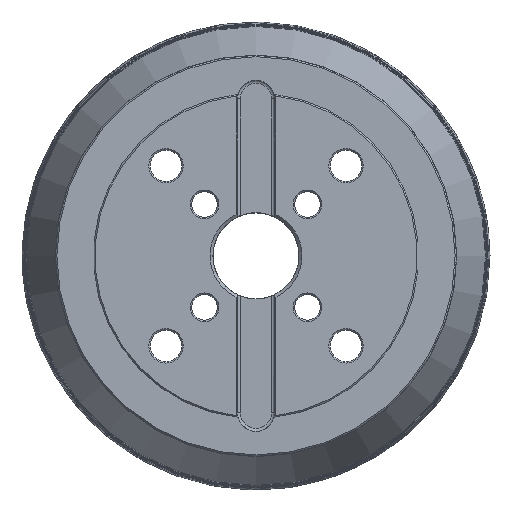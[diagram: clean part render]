
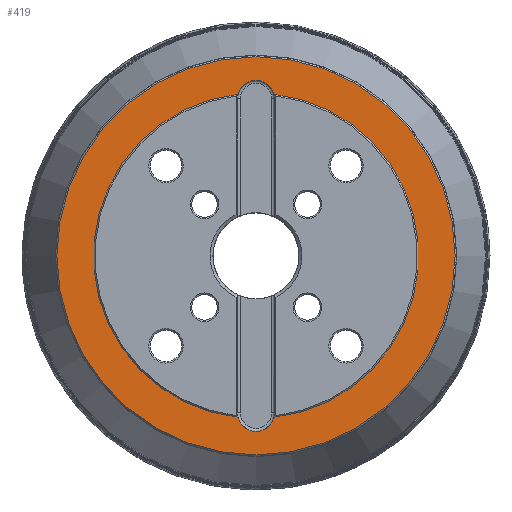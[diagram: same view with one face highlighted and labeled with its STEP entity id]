
A CAD part, top view. The second image highlights one B-rep face of the part: STEP entity #419.
In plain terms, the highlighted planar face has unit normal (0, 0, 1).
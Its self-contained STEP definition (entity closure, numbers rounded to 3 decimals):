
#158=PLANE('',#3124);
#419=ADVANCED_FACE('',(#1210,#1211),#158,.T.);
#892=CIRCLE('',#3104,113.5);
#894=CIRCLE('',#3107,113.5);
#903=CIRCLE('',#3121,139.);
#904=CIRCLE('',#3122,12.903);
#905=CIRCLE('',#3123,12.903);
#1210=FACE_BOUND('',#1624,.T.);
#1211=FACE_BOUND('',#1625,.T.);
#1624=EDGE_LOOP('',(#2096));
#1625=EDGE_LOOP('',(#2097,#2098,#2099,#2100));
#2096=ORIENTED_EDGE('',*,*,#2825,.T.);
#2097=ORIENTED_EDGE('',*,*,#2816,.F.);
#2098=ORIENTED_EDGE('',*,*,#2826,.T.);
#2099=ORIENTED_EDGE('',*,*,#2814,.F.);
#2100=ORIENTED_EDGE('',*,*,#2827,.F.);
#2531=VERTEX_POINT('',#5232);
#2533=VERTEX_POINT('',#5244);
#2535=VERTEX_POINT('',#5250);
#2537=VERTEX_POINT('',#5262);
#2554=VERTEX_POINT('',#5312);
#2814=EDGE_CURVE('',#2531,#2537,#892,.T.);
#2816=EDGE_CURVE('',#2535,#2533,#894,.T.);
#2825=EDGE_CURVE('',#2554,#2554,#903,.T.);
#2826=EDGE_CURVE('',#2535,#2537,#904,.T.);
#2827=EDGE_CURVE('',#2533,#2531,#905,.T.);
#3104=AXIS2_PLACEMENT_3D('',#5286,#3696,#3697);
#3107=AXIS2_PLACEMENT_3D('',#5289,#3702,#3703);
#3121=AXIS2_PLACEMENT_3D('',#5311,#3730,#3731);
#3122=AXIS2_PLACEMENT_3D('',#5313,#3732,#3733);
#3123=AXIS2_PLACEMENT_3D('',#5314,#3734,#3735);
#3124=AXIS2_PLACEMENT_3D('',#5315,#3736,#3737);
#3696=DIRECTION('',(0.,0.,1.));
#3697=DIRECTION('',(-1.,0.,0.));
#3702=DIRECTION('',(0.,0.,1.));
#3703=DIRECTION('',(-1.,0.,0.));
#3730=DIRECTION('',(0.,0.,1.));
#3731=DIRECTION('',(1.,0.,0.));
#3732=DIRECTION('',(0.,0.,-1.));
#3733=DIRECTION('',(1.,0.,0.));
#3734=DIRECTION('',(0.,0.,1.));
#3735=DIRECTION('',(1.,0.,0.));
#3736=DIRECTION('',(0.,0.,1.));
#3737=DIRECTION('',(1.,0.,0.));
#5232=CARTESIAN_POINT('',(-12.496,112.81,-1.));
#5244=CARTESIAN_POINT('',(12.496,112.81,-1.));
#5250=CARTESIAN_POINT('',(12.496,-112.81,-1.));
#5262=CARTESIAN_POINT('',(-12.496,-112.81,-1.));
#5286=CARTESIAN_POINT('',(0.,0.,-1.));
#5289=CARTESIAN_POINT('',(0.,0.,-1.));
#5311=CARTESIAN_POINT('',(0.,0.,-1.));
#5312=CARTESIAN_POINT('',(139.,0.,-1.));
#5313=CARTESIAN_POINT('',(0.,-109.598,-1.));
#5314=CARTESIAN_POINT('',(0.,109.598,-1.));
#5315=CARTESIAN_POINT('',(312.5,0.,-1.));
